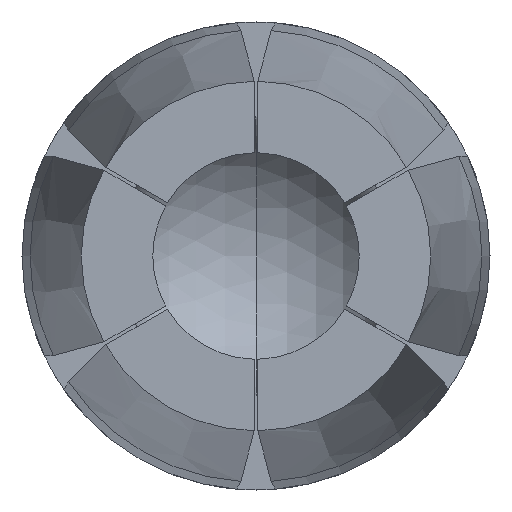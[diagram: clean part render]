
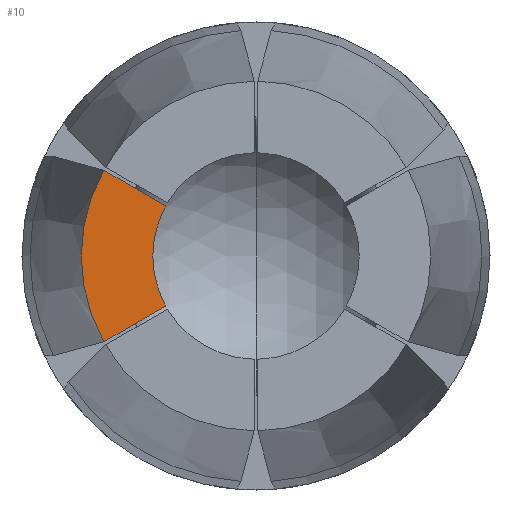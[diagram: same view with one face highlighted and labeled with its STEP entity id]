
A CAD part, front view. The second image highlights one B-rep face of the part: STEP entity #10.
In plain terms, the highlighted planar face has unit normal (0, -1, 0).
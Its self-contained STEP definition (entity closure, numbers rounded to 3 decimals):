
#3 = CARTESIAN_POINT ( 'NONE',  ( -0.008, -22.2, 0.014 ) ) ;
#10 = ADVANCED_FACE ( 'NONE', ( #96 ), #1415, .F. ) ;
#56 = ORIENTED_EDGE ( 'NONE', *, *, #413, .T. ) ;
#58 = DIRECTION ( 'NONE',  ( 0., 0., -1. ) ) ;
#96 = FACE_OUTER_BOUND ( 'NONE', #2297, .T. ) ;
#188 = DIRECTION ( 'NONE',  ( 0., 0., 1. ) ) ;
#251 = VECTOR ( 'NONE', #1304, 1000. ) ;
#254 = CARTESIAN_POINT ( 'NONE',  ( -0.853, -22.2, -0.473 ) ) ;
#346 = AXIS2_PLACEMENT_3D ( 'NONE', #2583, #710, #2355 ) ;
#413 = EDGE_CURVE ( 'NONE', #2754, #1838, #1597, .T. ) ;
#563 = CARTESIAN_POINT ( 'NONE',  ( -1.437, -22.2, 0.81 ) ) ;
#675 = ORIENTED_EDGE ( 'NONE', *, *, #1491, .F. ) ;
#701 = DIRECTION ( 'NONE',  ( 0.866, 0., 0.5 ) ) ;
#710 = DIRECTION ( 'NONE',  ( 0., 1., 0. ) ) ;
#991 = AXIS2_PLACEMENT_3D ( 'NONE', #2868, #1470, #58 ) ;
#1102 = CIRCLE ( 'NONE', #991, 0.975 ) ;
#1260 = CIRCLE ( 'NONE', #1296, 1.65 ) ;
#1296 = AXIS2_PLACEMENT_3D ( 'NONE', #2996, #1601, #188 ) ;
#1304 = DIRECTION ( 'NONE',  ( -0.866, 0., 0.5 ) ) ;
#1393 = VECTOR ( 'NONE', #701, 1000. ) ;
#1415 = PLANE ( 'NONE',  #346 ) ;
#1470 = DIRECTION ( 'NONE',  ( 0., -1., 0. ) ) ;
#1491 = EDGE_CURVE ( 'NONE', #2754, #3041, #1102, .T. ) ;
#1556 = CARTESIAN_POINT ( 'NONE',  ( -0.008, -22.2, -0.014 ) ) ;
#1559 = ORIENTED_EDGE ( 'NONE', *, *, #1991, .T. ) ;
#1597 = LINE ( 'NONE', #1556, #251 ) ;
#1601 = DIRECTION ( 'NONE',  ( 0., 1., 0. ) ) ;
#1838 = VERTEX_POINT ( 'NONE', #563 ) ;
#1842 = VERTEX_POINT ( 'NONE', #2211 ) ;
#1991 = EDGE_CURVE ( 'NONE', #1842, #3041, #2641, .T. ) ;
#2211 = CARTESIAN_POINT ( 'NONE',  ( -1.437, -22.2, -0.81 ) ) ;
#2297 = EDGE_LOOP ( 'NONE', ( #1559, #675, #56, #2508 ) ) ;
#2355 = DIRECTION ( 'NONE',  ( 0., 0., 1. ) ) ;
#2508 = ORIENTED_EDGE ( 'NONE', *, *, #2829, .F. ) ;
#2583 = CARTESIAN_POINT ( 'NONE',  ( 0., -22.2, 0. ) ) ;
#2641 = LINE ( 'NONE', #3, #1393 ) ;
#2715 = CARTESIAN_POINT ( 'NONE',  ( -0.853, -22.2, 0.473 ) ) ;
#2754 = VERTEX_POINT ( 'NONE', #2715 ) ;
#2829 = EDGE_CURVE ( 'NONE', #1842, #1838, #1260, .T. ) ;
#2868 = CARTESIAN_POINT ( 'NONE',  ( 0., -22.2, 0. ) ) ;
#2996 = CARTESIAN_POINT ( 'NONE',  ( 0., -22.2, 0. ) ) ;
#3041 = VERTEX_POINT ( 'NONE', #254 ) ;
